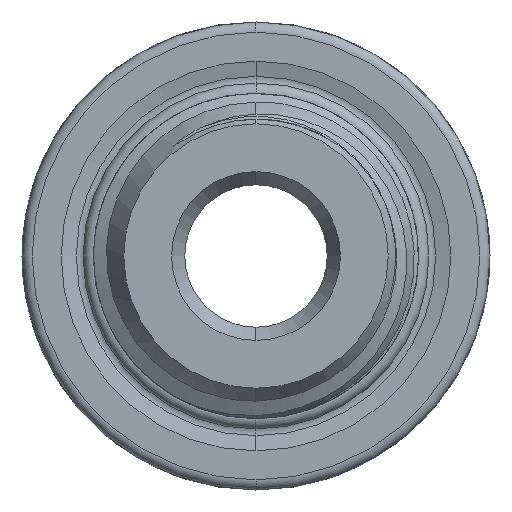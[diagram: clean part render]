
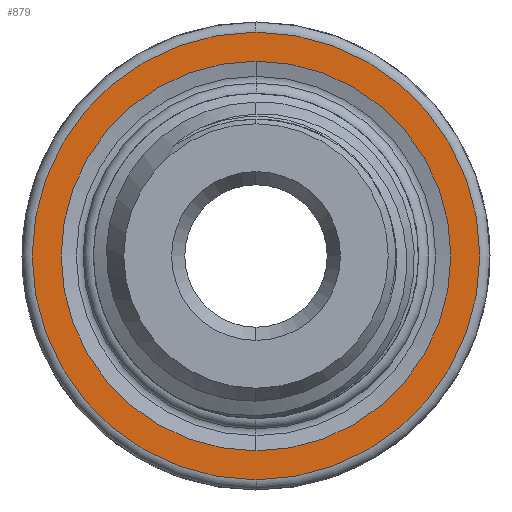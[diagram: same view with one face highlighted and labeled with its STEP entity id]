
A CAD part, left-side view. The second image highlights one B-rep face of the part: STEP entity #879.
In plain terms, the highlighted planar face has unit normal (-1, 0, 0).
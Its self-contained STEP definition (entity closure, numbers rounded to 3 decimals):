
#114 = ORIENTED_EDGE ( 'NONE', *, *, #2286, .F. ) ;
#173 = CARTESIAN_POINT ( 'NONE',  ( 25., 11.5, 0. ) ) ;
#242 = DIRECTION ( 'NONE',  ( -1., 0., 0. ) ) ;
#280 = VERTEX_POINT ( 'NONE', #2822 ) ;
#311 = CIRCLE ( 'NONE', #5660, 11. ) ;
#426 = CIRCLE ( 'NONE', #6393, 9.576 ) ;
#502 = DIRECTION ( 'NONE',  ( -1., 0., 0. ) ) ;
#754 = DIRECTION ( 'NONE',  ( 1., 0., 0. ) ) ;
#879 = ADVANCED_FACE ( 'NONE', ( #3344, #5384 ), #1694, .F. ) ;
#927 = CARTESIAN_POINT ( 'NONE',  ( 25., 0., 9.576 ) ) ;
#928 = DIRECTION ( 'NONE',  ( 0., 0., -1. ) ) ;
#944 = CARTESIAN_POINT ( 'NONE',  ( 25., 0., 11. ) ) ;
#1127 = ORIENTED_EDGE ( 'NONE', *, *, #6037, .F. ) ;
#1260 = CARTESIAN_POINT ( 'NONE',  ( 25., 0., 0. ) ) ;
#1448 = DIRECTION ( 'NONE',  ( 0., 0., 1. ) ) ;
#1454 = CARTESIAN_POINT ( 'NONE',  ( 25., 0., 0. ) ) ;
#1520 = DIRECTION ( 'NONE',  ( -1., 0., 0. ) ) ;
#1694 = PLANE ( 'NONE',  #4704 ) ;
#1786 = EDGE_LOOP ( 'NONE', ( #5853, #4587 ) ) ;
#2270 = EDGE_CURVE ( 'NONE', #5863, #280, #311, .T. ) ;
#2286 = EDGE_CURVE ( 'NONE', #3403, #3982, #2748, .T. ) ;
#2401 = DIRECTION ( 'NONE',  ( 0., 0., -1. ) ) ;
#2748 = CIRCLE ( 'NONE', #4011, 9.576 ) ;
#2822 = CARTESIAN_POINT ( 'NONE',  ( 25., 0., -11. ) ) ;
#3258 = DIRECTION ( 'NONE',  ( 0., 0., 1. ) ) ;
#3344 = FACE_OUTER_BOUND ( 'NONE', #1786, .T. ) ;
#3385 = CIRCLE ( 'NONE', #6173, 11. ) ;
#3403 = VERTEX_POINT ( 'NONE', #6580 ) ;
#3730 = CARTESIAN_POINT ( 'NONE',  ( 25., 0., 0. ) ) ;
#3820 = DIRECTION ( 'NONE',  ( 0., 0., -1. ) ) ;
#3982 = VERTEX_POINT ( 'NONE', #927 ) ;
#4011 = AXIS2_PLACEMENT_3D ( 'NONE', #6611, #6018, #1448 ) ;
#4410 = EDGE_LOOP ( 'NONE', ( #1127, #114 ) ) ;
#4587 = ORIENTED_EDGE ( 'NONE', *, *, #2270, .T. ) ;
#4704 = AXIS2_PLACEMENT_3D ( 'NONE', #173, #754, #3820 ) ;
#5304 = EDGE_CURVE ( 'NONE', #280, #5863, #3385, .T. ) ;
#5384 = FACE_BOUND ( 'NONE', #4410, .T. ) ;
#5660 = AXIS2_PLACEMENT_3D ( 'NONE', #3730, #502, #2401 ) ;
#5853 = ORIENTED_EDGE ( 'NONE', *, *, #5304, .T. ) ;
#5863 = VERTEX_POINT ( 'NONE', #944 ) ;
#6018 = DIRECTION ( 'NONE',  ( -1., 0., 0. ) ) ;
#6037 = EDGE_CURVE ( 'NONE', #3982, #3403, #426, .T. ) ;
#6173 = AXIS2_PLACEMENT_3D ( 'NONE', #1454, #1520, #928 ) ;
#6393 = AXIS2_PLACEMENT_3D ( 'NONE', #1260, #242, #3258 ) ;
#6580 = CARTESIAN_POINT ( 'NONE',  ( 25., 0., -9.576 ) ) ;
#6611 = CARTESIAN_POINT ( 'NONE',  ( 25., 0., 0. ) ) ;
